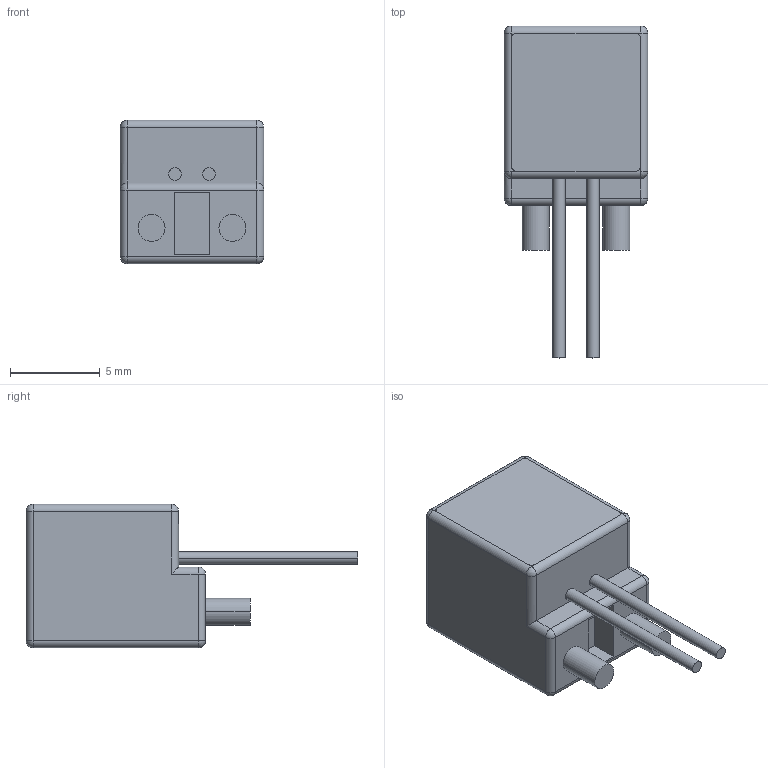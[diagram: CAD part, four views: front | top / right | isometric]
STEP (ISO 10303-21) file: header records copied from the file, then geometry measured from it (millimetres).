
FILE_DESCRIPTION((''),'2;1');
FILE_NAME('DM_CAD-3154','2017-07-27T',('creinig-se'),(''),'PRO/ENGINEER BY PARAMETRIC TECHNOLOGY CORPORATION, 2015440','PRO/ENGINEER BY PARAMETRIC TECHNOLOGY CORPORATION, 2015440','');
FILE_SCHEMA(('CONFIG_CONTROL_DESIGN'));
Length unit declared in the file: millimetre
Products named in the file (1): DM_CAD-3154
Bounding box: 8 x 18.5 x 8 mm (x, y, z)
Volume: 600.3 mm3; surface area: 502.2 mm2
Topology: 1 solids, 1 shells, 60 faces, 187 edges, 130 vertices
Faces by surface type: cylinder 29, plane 21, sphere 10
Entity records: 2717 total; most frequent: CARTESIAN_POINT 385, DIRECTION 363, ORIENTED_EDGE 246, PRESENTATION_STYLE_ASSIGNMENT 197, STYLED_ITEM 191, CURVE_STYLE 184, AXIS2_PLACEMENT_3D 131, EDGE_CURVE 123
